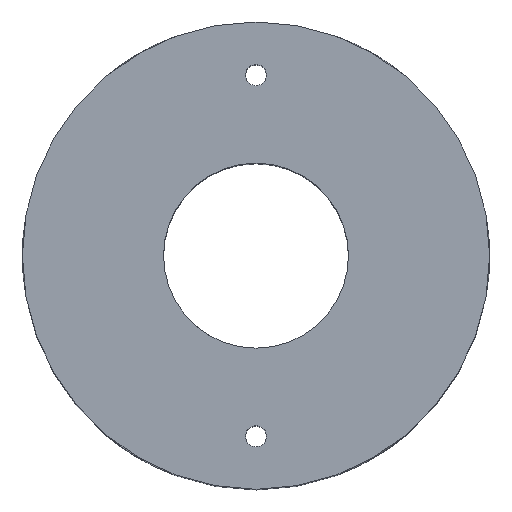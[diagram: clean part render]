
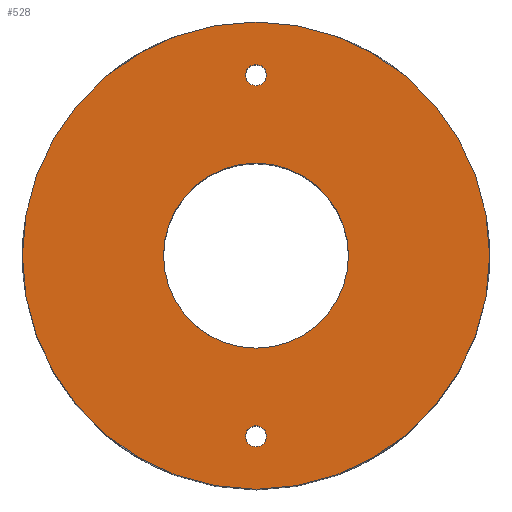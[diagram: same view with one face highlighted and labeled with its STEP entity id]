
A CAD part, top view. The second image highlights one B-rep face of the part: STEP entity #528.
In plain terms, the highlighted planar face has unit normal (0, 0, 1).
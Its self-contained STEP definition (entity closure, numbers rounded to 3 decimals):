
#126=FACE_BOUND('',#178,.T.);
#127=FACE_BOUND('',#179,.T.);
#128=FACE_BOUND('',#180,.T.);
#156=FACE_OUTER_BOUND('',#177,.T.);
#177=EDGE_LOOP('',(#401));
#178=EDGE_LOOP('',(#402));
#179=EDGE_LOOP('',(#403));
#180=EDGE_LOOP('',(#404));
#215=CIRCLE('',#565,13.145);
#216=CIRCLE('',#566,5.202);
#217=CIRCLE('',#567,0.595);
#218=CIRCLE('',#568,0.595);
#249=VERTEX_POINT('',#1138);
#250=VERTEX_POINT('',#1140);
#251=VERTEX_POINT('',#1142);
#252=VERTEX_POINT('',#1144);
#315=EDGE_CURVE('',#249,#249,#215,.T.);
#316=EDGE_CURVE('',#250,#250,#216,.T.);
#317=EDGE_CURVE('',#251,#251,#217,.T.);
#318=EDGE_CURVE('',#252,#252,#218,.T.);
#401=ORIENTED_EDGE('',*,*,#315,.T.);
#402=ORIENTED_EDGE('',*,*,#316,.T.);
#403=ORIENTED_EDGE('',*,*,#317,.T.);
#404=ORIENTED_EDGE('',*,*,#318,.T.);
#520=PLANE('',#564);
#528=ADVANCED_FACE('',(#156,#126,#127,#128),#520,.F.);
#564=AXIS2_PLACEMENT_3D('',#1137,#609,#610);
#565=AXIS2_PLACEMENT_3D('',#1139,#611,#612);
#566=AXIS2_PLACEMENT_3D('',#1141,#613,#614);
#567=AXIS2_PLACEMENT_3D('',#1143,#615,#616);
#568=AXIS2_PLACEMENT_3D('',#1145,#617,#618);
#609=DIRECTION('center_axis',(0.,0.,
-1.));
#610=DIRECTION('ref_axis',(1.,0.,0.));
#611=DIRECTION('center_axis',(0.,0.,
1.));
#612=DIRECTION('ref_axis',(1.,0.,0.));
#613=DIRECTION('center_axis',(0.,0.,
-1.));
#614=DIRECTION('ref_axis',(1.,0.,0.));
#615=DIRECTION('center_axis',(0.,0.,
-1.));
#616=DIRECTION('ref_axis',(1.,0.,0.));
#617=DIRECTION('center_axis',(0.,0.,
-1.));
#618=DIRECTION('ref_axis',(1.,0.,0.));
#1137=CARTESIAN_POINT('Origin',(0.,0.,
-1.644));
#1138=CARTESIAN_POINT('',(-13.145,0.,-1.644));
#1139=CARTESIAN_POINT('Origin',(0.,0.,
-1.644));
#1140=CARTESIAN_POINT('',(-5.202,0.,-1.644));
#1141=CARTESIAN_POINT('Origin',(0.,0.,
-1.644));
#1142=CARTESIAN_POINT('',(-0.595,-10.16,-1.644));
#1143=CARTESIAN_POINT('Origin',(0.,-10.16,-1.644));
#1144=CARTESIAN_POINT('',(-0.595,10.16,-1.644));
#1145=CARTESIAN_POINT('Origin',(0.,10.16,-1.644));
